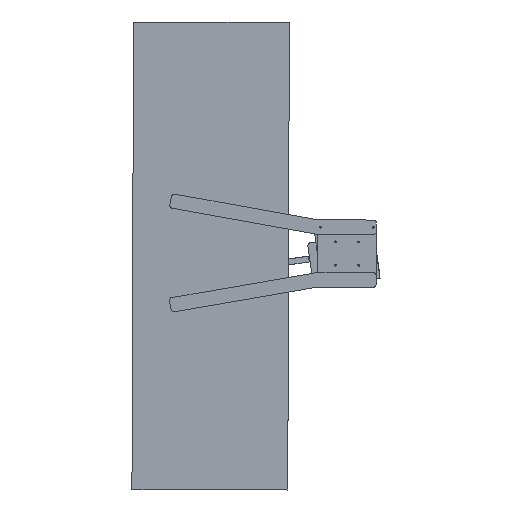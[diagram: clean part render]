
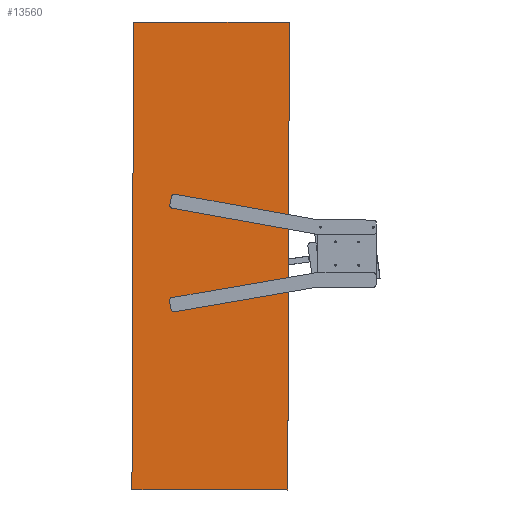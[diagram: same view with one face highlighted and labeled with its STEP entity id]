
A CAD part, front view. The second image highlights one B-rep face of the part: STEP entity #13560.
In plain terms, the highlighted planar face has unit normal (0, -1, 0).
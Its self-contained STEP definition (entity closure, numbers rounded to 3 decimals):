
#1891=FACE_OUTER_BOUND('',#2749,.T.);
#2749=EDGE_LOOP('',(#11231,#11232,#11233,#11234));
#3990=LINE('',#22779,#5240);
#3993=LINE('',#22785,#5243);
#3996=LINE('',#22791,#5246);
#3999=LINE('',#22796,#5249);
#5240=VECTOR('',#18032,10.);
#5243=VECTOR('',#18037,10.);
#5246=VECTOR('',#18042,10.);
#5249=VECTOR('',#18047,10.);
#6368=VERTEX_POINT('',#22776);
#6369=VERTEX_POINT('',#22778);
#6371=VERTEX_POINT('',#22784);
#6373=VERTEX_POINT('',#22790);
#8042=EDGE_CURVE('',#6369,#6368,#3990,.T.);
#8045=EDGE_CURVE('',#6371,#6369,#3993,.T.);
#8048=EDGE_CURVE('',#6368,#6373,#3996,.T.);
#8051=EDGE_CURVE('',#6373,#6371,#3999,.T.);
#11231=ORIENTED_EDGE('',*,*,#8051,.T.);
#11232=ORIENTED_EDGE('',*,*,#8045,.T.);
#11233=ORIENTED_EDGE('',*,*,#8042,.T.);
#11234=ORIENTED_EDGE('',*,*,#8048,.T.);
#12901=PLANE('',#14878);
#13560=ADVANCED_FACE('',(#1891),#12901,.F.);
#14878=AXIS2_PLACEMENT_3D('',#22799,#18051,#18052);
#18032=DIRECTION('',(-1.,0.,0.));
#18037=DIRECTION('',(0.,0.,1.));
#18042=DIRECTION('',(0.,0.,-1.));
#18047=DIRECTION('',(1.,0.,0.));
#18051=DIRECTION('center_axis',(0.,1.,0.));
#18052=DIRECTION('ref_axis',(1.,0.,0.));
#22776=CARTESIAN_POINT('',(-400.05,0.,133.35));
#22778=CARTESIAN_POINT('',(400.05,0.,133.35));
#22779=CARTESIAN_POINT('',(400.05,0.,133.35));
#22784=CARTESIAN_POINT('',(400.05,0.,-133.35));
#22785=CARTESIAN_POINT('',(400.05,0.,-133.35));
#22790=CARTESIAN_POINT('',(-400.05,0.,-133.35));
#22791=CARTESIAN_POINT('',(-400.05,0.,133.35));
#22796=CARTESIAN_POINT('',(-400.05,0.,-133.35));
#22799=CARTESIAN_POINT('Origin',(0.,0.,0.));
